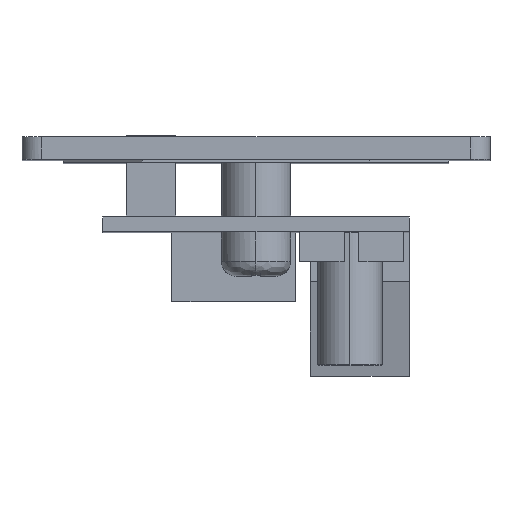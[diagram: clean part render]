
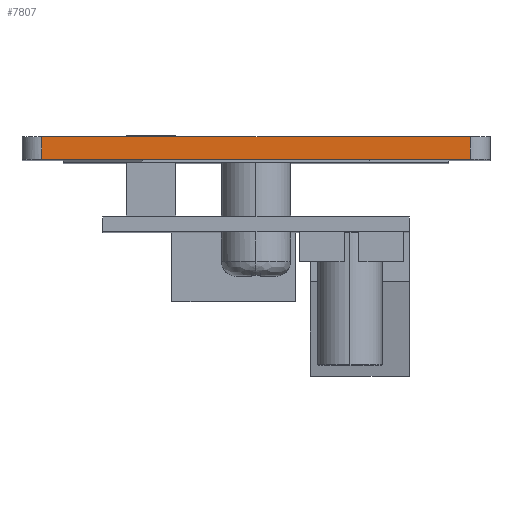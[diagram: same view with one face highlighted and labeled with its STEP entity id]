
A CAD part, top view. The second image highlights one B-rep face of the part: STEP entity #7807.
In plain terms, the highlighted free-form (B-spline) face has degree [1, 1] with [2, 2] control points.
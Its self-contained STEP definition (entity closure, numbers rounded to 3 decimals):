
#7807 = ADVANCED_FACE('',(#7808),#7838,.F.);
#7808 = FACE_BOUND('',#7809,.T.);
#7809 = EDGE_LOOP('',(#7810,#7819,#7826,#7833));
#7810 = ORIENTED_EDGE('',*,*,#7811,.F.);
#7811 = EDGE_CURVE('',#7812,#7814,#7816,.T.);
#7812 = VERTEX_POINT('',#7813);
#7813 = CARTESIAN_POINT('',(-23.549,2.502,
    46.391));
#7814 = VERTEX_POINT('',#7815);
#7815 = CARTESIAN_POINT('',(23.549,2.502,
    46.391));
#7816 = B_SPLINE_CURVE_WITH_KNOTS('',1,(#7817,#7818),.UNSPECIFIED.,.F.,
  .F.,(2,2),(2.,45.3),.PIECEWISE_BEZIER_KNOTS.);
#7817 = CARTESIAN_POINT('',(-23.549,2.502,
    46.391));
#7818 = CARTESIAN_POINT('',(23.549,2.502,
    46.391));
#7819 = ORIENTED_EDGE('',*,*,#7820,.T.);
#7820 = EDGE_CURVE('',#7812,#7821,#7823,.T.);
#7821 = VERTEX_POINT('',#7822);
#7822 = CARTESIAN_POINT('',(-23.549,0.,46.391));
#7823 = B_SPLINE_CURVE_WITH_KNOTS('',1,(#7824,#7825),.UNSPECIFIED.,.F.,
  .F.,(2,2),(0.,2.3),.PIECEWISE_BEZIER_KNOTS.);
#7824 = CARTESIAN_POINT('',(-23.549,2.502,
    46.391));
#7825 = CARTESIAN_POINT('',(-23.549,0.,46.391));
#7826 = ORIENTED_EDGE('',*,*,#7827,.T.);
#7827 = EDGE_CURVE('',#7821,#7828,#7830,.T.);
#7828 = VERTEX_POINT('',#7829);
#7829 = CARTESIAN_POINT('',(23.549,0.,46.391));
#7830 = B_SPLINE_CURVE_WITH_KNOTS('',1,(#7831,#7832),.UNSPECIFIED.,.F.,
  .F.,(2,2),(2.,45.3),.PIECEWISE_BEZIER_KNOTS.);
#7831 = CARTESIAN_POINT('',(-23.549,0.,46.391));
#7832 = CARTESIAN_POINT('',(23.549,0.,46.391));
#7833 = ORIENTED_EDGE('',*,*,#7834,.T.);
#7834 = EDGE_CURVE('',#7828,#7814,#7835,.T.);
#7835 = B_SPLINE_CURVE_WITH_KNOTS('',1,(#7836,#7837),.UNSPECIFIED.,.F.,
  .F.,(2,2),(-2.3,0.),.PIECEWISE_BEZIER_KNOTS.);
#7836 = CARTESIAN_POINT('',(23.549,0.,46.391));
#7837 = CARTESIAN_POINT('',(23.549,2.502,
    46.391));
#7838 = B_SPLINE_SURFACE_WITH_KNOTS('',1,1,(
    (#7839,#7840)
    ,(#7841,#7842
    )),.UNSPECIFIED.,.F.,.F.,.F.,(2,2),(2,2),(-45.3,-2.),(-2.3,0.),
  .PIECEWISE_BEZIER_KNOTS.);
#7839 = CARTESIAN_POINT('',(23.549,0.,46.391));
#7840 = CARTESIAN_POINT('',(23.549,2.502,
    46.391));
#7841 = CARTESIAN_POINT('',(-23.549,0.,46.391));
#7842 = CARTESIAN_POINT('',(-23.549,2.502,
    46.391));
